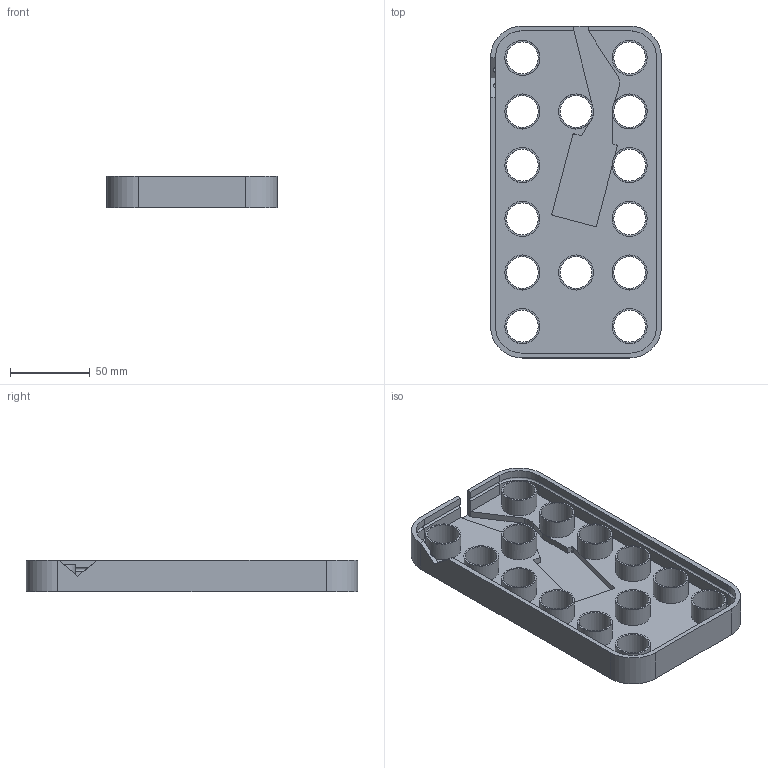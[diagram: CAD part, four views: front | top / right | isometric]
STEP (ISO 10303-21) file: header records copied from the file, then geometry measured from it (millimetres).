
FILE_DESCRIPTION(/* description */ (''),/* implementation_level */ '2;1');
FILE_NAME(/* name */ 'Main Body Right.step',/* time_stamp */ '2025-08-21T19:58:00-07:00',/* author */ (''),/* organization */ (''),/* preprocessor_version */ 'ST-DEVELOPER v20.1',/* originating_system */ 'Autodesk Translation Framework v14.10.0.0',/* authorisation */ '');
FILE_SCHEMA (('AUTOMOTIVE_DESIGN { 1 0 10303 214 3 1 1 }'));
Length unit declared in the file: millimetre
Products named in the file (1): Main1
Bounding box: 107.5 x 208.75 x 20 mm (x, y, z)
Volume: 113551.7 mm3; surface area: 84091.1 mm2
Topology: 1 solids, 1 shells, 107 faces, 259 edges, 165 vertices
Faces by surface type: plane 52, cylinder 51, torus 4
Full cylindrical faces by diameter (mm): 20 x14, 22 x14
Entity records: 3234 total; most frequent: DIRECTION 584, CARTESIAN_POINT 532, ORIENTED_EDGE 518, EDGE_CURVE 259, AXIS2_PLACEMENT_3D 217, VERTEX_POINT 165, LINE 150, VECTOR 150
